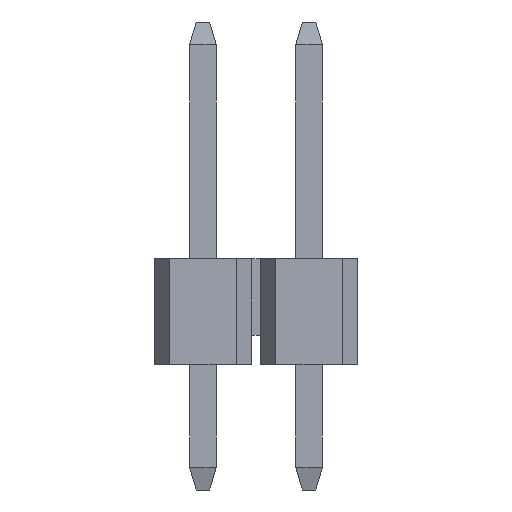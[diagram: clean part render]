
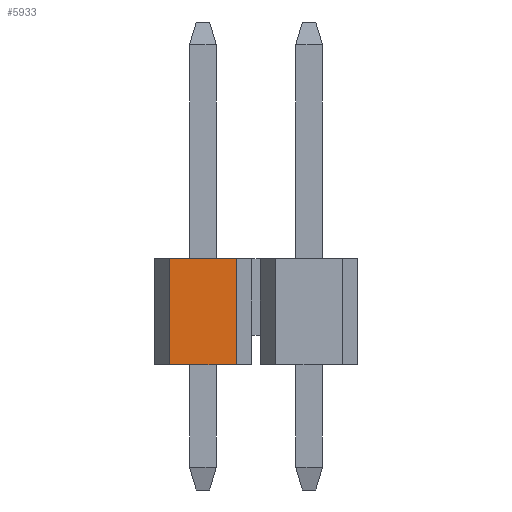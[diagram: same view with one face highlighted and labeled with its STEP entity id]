
A CAD part, front view. The second image highlights one B-rep face of the part: STEP entity #5933.
In plain terms, the highlighted planar face has unit normal (0, -1, 0).
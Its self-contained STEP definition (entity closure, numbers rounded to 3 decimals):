
#4208 = PLANE('',#4209);
#4209 = AXIS2_PLACEMENT_3D('',#4210,#4211,#4212);
#4210 = CARTESIAN_POINT('',(-2.44,-3.31,0.));
#4211 = DIRECTION('',(0.,0.,1.));
#4212 = DIRECTION('',(1.,0.,0.));
#4236 = PLANE('',#4237);
#4237 = AXIS2_PLACEMENT_3D('',#4238,#4239,#4240);
#4238 = CARTESIAN_POINT('',(-2.07,-3.81,0.));
#4239 = DIRECTION('',(-0.804,-0.595,0.));
#4240 = DIRECTION('',(-0.595,0.804,0.));
#4264 = PLANE('',#4265);
#4265 = AXIS2_PLACEMENT_3D('',#4266,#4267,#4268);
#4266 = CARTESIAN_POINT('',(-2.44,-3.31,2.54));
#4267 = DIRECTION('',(0.,0.,1.));
#4268 = DIRECTION('',(1.,0.,0.));
#4414 = VERTEX_POINT('',#4415);
#4415 = CARTESIAN_POINT('',(-2.07,-3.81,0.));
#4436 = EDGE_CURVE('',#4437,#4414,#4439,.T.);
#4437 = VERTEX_POINT('',#4438);
#4438 = CARTESIAN_POINT('',(-0.47,-3.81,0.));
#4439 = SURFACE_CURVE('',#4440,(#4444,#4451),.PCURVE_S1.);
#4440 = LINE('',#4441,#4442);
#4441 = CARTESIAN_POINT('',(-0.47,-3.81,0.));
#4442 = VECTOR('',#4443,1.);
#4443 = DIRECTION('',(-1.,0.,0.));
#4444 = PCURVE('',#4208,#4445);
#4445 = DEFINITIONAL_REPRESENTATION('',(#4446),#4450);
#4446 = LINE('',#4447,#4448);
#4447 = CARTESIAN_POINT('',(1.97,-0.5));
#4448 = VECTOR('',#4449,1.);
#4449 = DIRECTION('',(-1.,0.));
#4450 = ( GEOMETRIC_REPRESENTATION_CONTEXT(2) 
PARAMETRIC_REPRESENTATION_CONTEXT() REPRESENTATION_CONTEXT('2D SPACE',''
  ) );
#4451 = PCURVE('',#4452,#4457);
#4452 = PLANE('',#4453);
#4453 = AXIS2_PLACEMENT_3D('',#4454,#4455,#4456);
#4454 = CARTESIAN_POINT('',(-0.47,-3.81,0.));
#4455 = DIRECTION('',(0.,-1.,0.));
#4456 = DIRECTION('',(-1.,0.,0.));
#4457 = DEFINITIONAL_REPRESENTATION('',(#4458),#4462);
#4458 = LINE('',#4459,#4460);
#4459 = CARTESIAN_POINT('',(0.,-0.));
#4460 = VECTOR('',#4461,1.);
#4461 = DIRECTION('',(1.,0.));
#4462 = ( GEOMETRIC_REPRESENTATION_CONTEXT(2) 
PARAMETRIC_REPRESENTATION_CONTEXT() REPRESENTATION_CONTEXT('2D SPACE',''
  ) );
#4480 = PLANE('',#4481);
#4481 = AXIS2_PLACEMENT_3D('',#4482,#4483,#4484);
#4482 = CARTESIAN_POINT('',(-0.1,-3.31,0.));
#4483 = DIRECTION('',(0.804,-0.595,0.));
#4484 = DIRECTION('',(-0.595,-0.804,0.));
#5270 = VERTEX_POINT('',#5271);
#5271 = CARTESIAN_POINT('',(-2.07,-3.81,2.54));
#5292 = EDGE_CURVE('',#5293,#5270,#5295,.T.);
#5293 = VERTEX_POINT('',#5294);
#5294 = CARTESIAN_POINT('',(-0.47,-3.81,2.54));
#5295 = SURFACE_CURVE('',#5296,(#5300,#5307),.PCURVE_S1.);
#5296 = LINE('',#5297,#5298);
#5297 = CARTESIAN_POINT('',(-0.47,-3.81,2.54));
#5298 = VECTOR('',#5299,1.);
#5299 = DIRECTION('',(-1.,0.,0.));
#5300 = PCURVE('',#4264,#5301);
#5301 = DEFINITIONAL_REPRESENTATION('',(#5302),#5306);
#5302 = LINE('',#5303,#5304);
#5303 = CARTESIAN_POINT('',(1.97,-0.5));
#5304 = VECTOR('',#5305,1.);
#5305 = DIRECTION('',(-1.,0.));
#5306 = ( GEOMETRIC_REPRESENTATION_CONTEXT(2) 
PARAMETRIC_REPRESENTATION_CONTEXT() REPRESENTATION_CONTEXT('2D SPACE',''
  ) );
#5307 = PCURVE('',#4452,#5308);
#5308 = DEFINITIONAL_REPRESENTATION('',(#5309),#5313);
#5309 = LINE('',#5310,#5311);
#5310 = CARTESIAN_POINT('',(0.,-2.54));
#5311 = VECTOR('',#5312,1.);
#5312 = DIRECTION('',(1.,0.));
#5313 = ( GEOMETRIC_REPRESENTATION_CONTEXT(2) 
PARAMETRIC_REPRESENTATION_CONTEXT() REPRESENTATION_CONTEXT('2D SPACE',''
  ) );
#5835 = EDGE_CURVE('',#4414,#5270,#5836,.T.);
#5836 = SURFACE_CURVE('',#5837,(#5841,#5848),.PCURVE_S1.);
#5837 = LINE('',#5838,#5839);
#5838 = CARTESIAN_POINT('',(-2.07,-3.81,0.));
#5839 = VECTOR('',#5840,1.);
#5840 = DIRECTION('',(0.,0.,1.));
#5841 = PCURVE('',#4236,#5842);
#5842 = DEFINITIONAL_REPRESENTATION('',(#5843),#5847);
#5843 = LINE('',#5844,#5845);
#5844 = CARTESIAN_POINT('',(0.,0.));
#5845 = VECTOR('',#5846,1.);
#5846 = DIRECTION('',(0.,-1.));
#5847 = ( GEOMETRIC_REPRESENTATION_CONTEXT(2) 
PARAMETRIC_REPRESENTATION_CONTEXT() REPRESENTATION_CONTEXT('2D SPACE',''
  ) );
#5848 = PCURVE('',#4452,#5849);
#5849 = DEFINITIONAL_REPRESENTATION('',(#5850),#5854);
#5850 = LINE('',#5851,#5852);
#5851 = CARTESIAN_POINT('',(1.6,0.));
#5852 = VECTOR('',#5853,1.);
#5853 = DIRECTION('',(0.,-1.));
#5854 = ( GEOMETRIC_REPRESENTATION_CONTEXT(2) 
PARAMETRIC_REPRESENTATION_CONTEXT() REPRESENTATION_CONTEXT('2D SPACE',''
  ) );
#5912 = EDGE_CURVE('',#4437,#5293,#5913,.T.);
#5913 = SURFACE_CURVE('',#5914,(#5918,#5925),.PCURVE_S1.);
#5914 = LINE('',#5915,#5916);
#5915 = CARTESIAN_POINT('',(-0.47,-3.81,0.));
#5916 = VECTOR('',#5917,1.);
#5917 = DIRECTION('',(0.,0.,1.));
#5918 = PCURVE('',#4480,#5919);
#5919 = DEFINITIONAL_REPRESENTATION('',(#5920),#5924);
#5920 = LINE('',#5921,#5922);
#5921 = CARTESIAN_POINT('',(0.622,-0.));
#5922 = VECTOR('',#5923,1.);
#5923 = DIRECTION('',(0.,-1.));
#5924 = ( GEOMETRIC_REPRESENTATION_CONTEXT(2) 
PARAMETRIC_REPRESENTATION_CONTEXT() REPRESENTATION_CONTEXT('2D SPACE',''
  ) );
#5925 = PCURVE('',#4452,#5926);
#5926 = DEFINITIONAL_REPRESENTATION('',(#5927),#5931);
#5927 = LINE('',#5928,#5929);
#5928 = CARTESIAN_POINT('',(0.,-0.));
#5929 = VECTOR('',#5930,1.);
#5930 = DIRECTION('',(0.,-1.));
#5931 = ( GEOMETRIC_REPRESENTATION_CONTEXT(2) 
PARAMETRIC_REPRESENTATION_CONTEXT() REPRESENTATION_CONTEXT('2D SPACE',''
  ) );
#5933 = ADVANCED_FACE('',(#5934),#4452,.T.);
#5934 = FACE_BOUND('',#5935,.T.);
#5935 = EDGE_LOOP('',(#5936,#5937,#5938,#5939));
#5936 = ORIENTED_EDGE('',*,*,#5912,.T.);
#5937 = ORIENTED_EDGE('',*,*,#5292,.T.);
#5938 = ORIENTED_EDGE('',*,*,#5835,.F.);
#5939 = ORIENTED_EDGE('',*,*,#4436,.F.);
